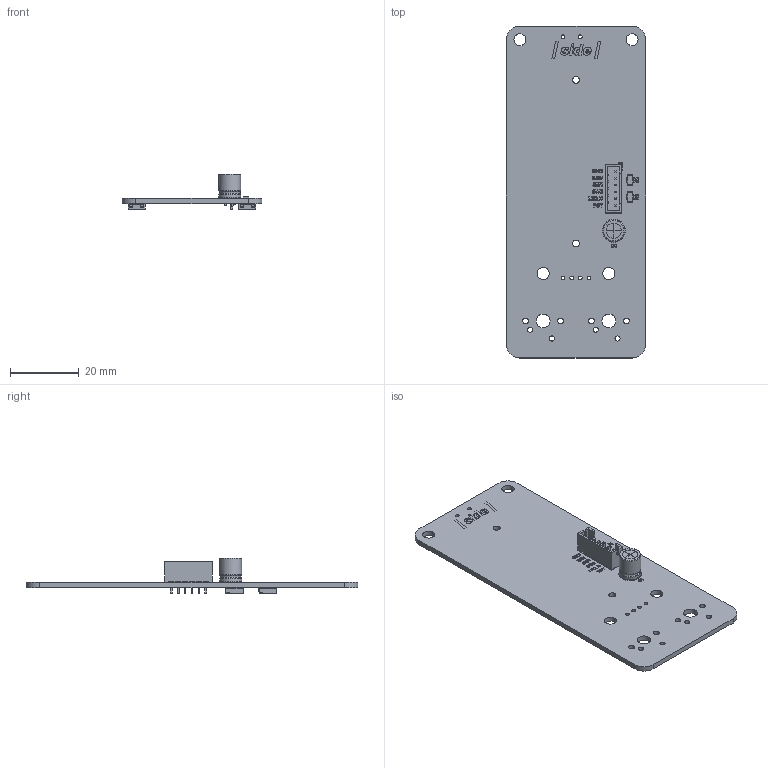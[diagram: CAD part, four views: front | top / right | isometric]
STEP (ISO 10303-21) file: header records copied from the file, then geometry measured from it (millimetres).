
FILE_DESCRIPTION(('KiCad electronic assembly'),'2;1');
FILE_NAME('Side.step','2025-07-20T17:39:59',('Pcbnew'),('Kicad'), 'Open CASCADE STEP processor 7.9','KiCad to STEP converter','Unknown' );
FILE_SCHEMA(('AUTOMOTIVE_DESIGN { 1 0 10303 214 1 1 1 1 }'));
Length unit declared in the file: millimetre
Products named in the file (7): Side 1; C_Radial_D6.3mm_H7.0mm_P2.50mm; R_1206_3216Metric; JST_PH_B6B-PH-K_1x06_P2.00mm_Vertical; LED_WS2812B_PLCC4_5.0x5.0mm_P3.2mm; Side_silkscreen; Side_PCB
Assembly tree (10 placements, depth 2):
  Side 1
    C_Radial_D6.3mm_H7.0mm_P2.50mm
    R_1206_3216Metric  x2
    JST_PH_B6B-PH-K_1x06_P2.00mm_Vertical
    LED_WS2812B_PLCC4_5.0x5.0mm_P3.2mm  x4
    Side_silkscreen
    Side_PCB
Bounding box: 40.55 x 96.4 x 10.4 mm (x, y, z)
Volume: 6262.7 mm3; surface area: 9510.4 mm2
Topology: 9 solids, 89 shells, 680 faces, 3353 edges, 2775 vertices
Faces by surface type: plane 524, cylinder 147, cone 4, revolution 2, bspline 2, torus 1
Full cylindrical faces by diameter (mm): 0.6 x2, 0.75 x6, 0.8 x2, 1.1 x6, 1.5 x4, 1.7 x4, 2 x2, 3.333 x4, 3.5 x4, 4 x2, 4.41 x3, 6.3 x2
Entity records: 29505 total; most frequent: CARTESIAN_POINT 5618, DIRECTION 4032, ORIENTED_EDGE 3669, EDGE_CURVE 2682, VERTEX_POINT 2335, LINE 2240, VECTOR 2240, AXIS2_PLACEMENT_3D 895
